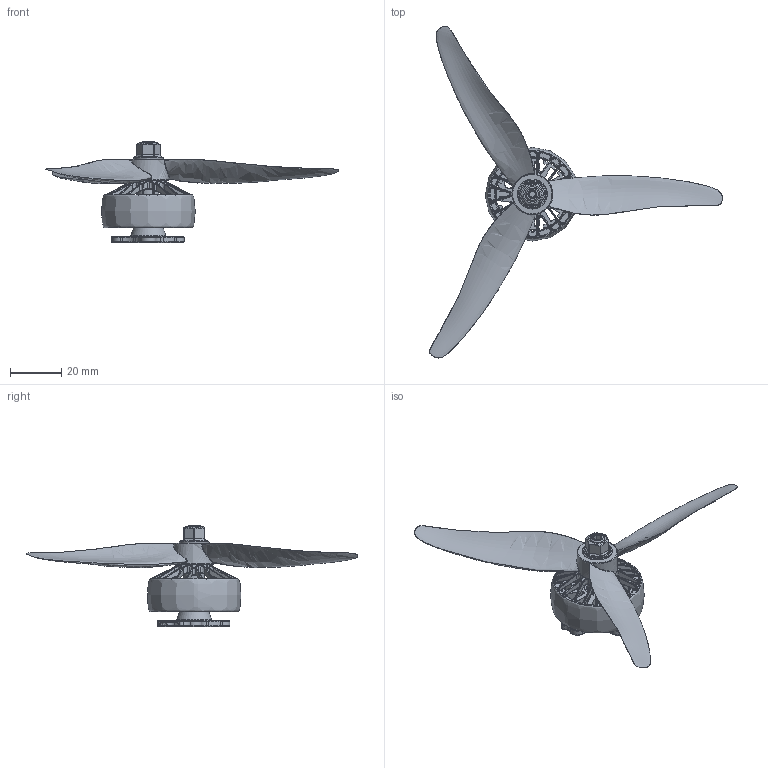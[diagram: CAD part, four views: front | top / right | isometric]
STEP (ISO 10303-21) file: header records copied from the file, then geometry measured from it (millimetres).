
FILE_DESCRIPTION(('FreeCAD Model'),'2;1');
FILE_NAME('Open CASCADE Shape Model','2025-04-27T07:53:11',('FreeCAD'),( 'FreeCAD'),'Open CASCADE STEP processor 7.6','FreeCAD','Unknown');
FILE_SCHEMA(('AUTOMOTIVE_DESIGN { 1 0 10303 214 1 1 1 1 }'));
Products named in the file (1): Open CASCADE STEP translator 7.6 1
Bounding box: 113.85 x 129.17 x 39.31 mm (x, y, z)
Volume: 14042.5 mm3; surface area: 21268.3 mm2
Topology: 13 solids, 13 shells, 2594 faces, 6482 edges, 3862 vertices
Faces by surface type: bspline 2594
Entity records: 81914 total; most frequent: CARTESIAN_POINT 46146, ORIENTED_EDGE 12832, EDGE_CURVE 6416, VERTEX_POINT 3862, B_SPLINE_CURVE_WITH_KNOTS 3750, FACE_BOUND 2686, EDGE_LOOP 2686, ADVANCED_FACE 2594
